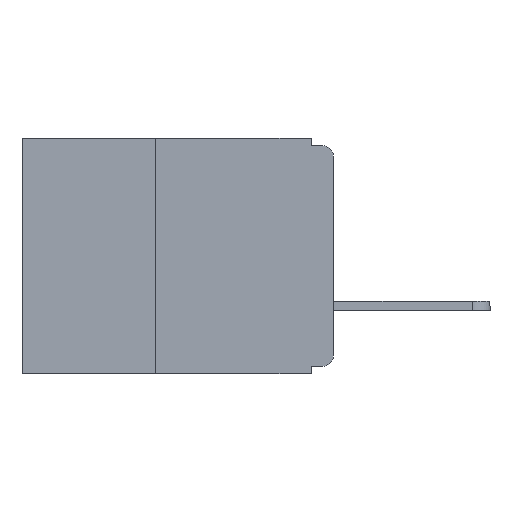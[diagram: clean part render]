
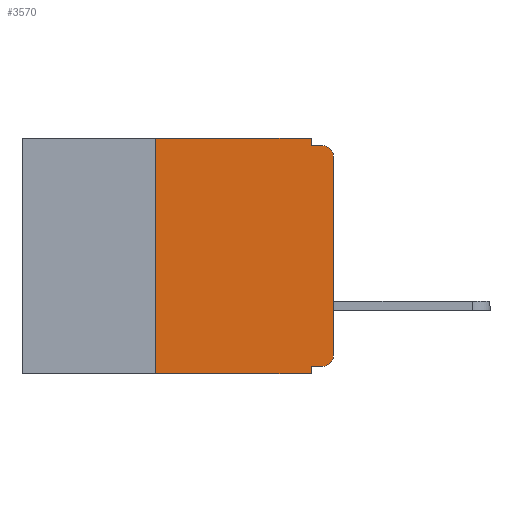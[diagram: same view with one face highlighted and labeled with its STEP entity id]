
A CAD part, left-side view. The second image highlights one B-rep face of the part: STEP entity #3570.
In plain terms, the highlighted planar face has unit normal (-1, 0, 0).
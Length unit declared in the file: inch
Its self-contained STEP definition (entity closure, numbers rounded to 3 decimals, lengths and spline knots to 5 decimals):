
#240 = VERTEX_POINT ( 'NONE', #25695 ) ;
#449 = ORIENTED_EDGE ( 'NONE', *, *, #2564, .T. ) ;
#766 = EDGE_CURVE ( 'NONE', #19608, #10216, #16182, .T. ) ;
#1749 = ORIENTED_EDGE ( 'NONE', *, *, #766, .F. ) ;
#1916 = DIRECTION ( 'NONE',  ( 0., 1., 0. ) ) ;
#2244 = AXIS2_PLACEMENT_3D ( 'NONE', #8422, #22736, #10468 ) ;
#2564 = EDGE_CURVE ( 'NONE', #8376, #7518, #2774, .T. ) ;
#2774 = LINE ( 'NONE', #16315, #24638 ) ;
#3323 = CARTESIAN_POINT ( 'NONE',  ( 0., 0.25, -0.33 ) ) ;
#3570 = ADVANCED_FACE ( 'NONE', ( #15952 ), #12713, .F. ) ;
#4276 = EDGE_LOOP ( 'NONE', ( #449, #20421, #21960, #24650, #11607, #9329, #8426, #10476, #1749, #24497 ) ) ;
#4759 = CARTESIAN_POINT ( 'NONE',  ( 0., 0.25, 0. ) ) ;
#4814 = VERTEX_POINT ( 'NONE', #21197 ) ;
#5392 = DIRECTION ( 'NONE',  ( 0., -1., 0. ) ) ;
#5488 = EDGE_CURVE ( 'NONE', #240, #22378, #24123, .T. ) ;
#5905 = VERTEX_POINT ( 'NONE', #4759 ) ;
#6016 = EDGE_CURVE ( 'NONE', #5905, #21387, #6481, .T. ) ;
#6481 = LINE ( 'NONE', #11307, #21517 ) ;
#6803 = CARTESIAN_POINT ( 'NONE',  ( 0., 0.031, 0. ) ) ;
#7081 = EDGE_CURVE ( 'NONE', #10216, #4814, #13236, .T. ) ;
#7086 = AXIS2_PLACEMENT_3D ( 'NONE', #12598, #12560, #12539 ) ;
#7315 = CARTESIAN_POINT ( 'NONE',  ( 0., 0.25, -0.33 ) ) ;
#7389 = VECTOR ( 'NONE', #8437, 39.37008 ) ;
#7509 = CARTESIAN_POINT ( 'NONE',  ( 0., 0.437, -0.33 ) ) ;
#7518 = VERTEX_POINT ( 'NONE', #23949 ) ;
#8126 = DIRECTION ( 'NONE',  ( 0., 0., -1. ) ) ;
#8376 = VERTEX_POINT ( 'NONE', #12387 ) ;
#8422 = CARTESIAN_POINT ( 'NONE',  ( 0., 0.015, -0.305 ) ) ;
#8426 = ORIENTED_EDGE ( 'NONE', *, *, #15684, .T. ) ;
#8437 = DIRECTION ( 'NONE',  ( 0., 0., -1. ) ) ;
#9329 = ORIENTED_EDGE ( 'NONE', *, *, #18850, .F. ) ;
#9356 = DIRECTION ( 'NONE',  ( 0., 0., 1. ) ) ;
#10176 = CIRCLE ( 'NONE', #2244, 0.015 ) ;
#10216 = VERTEX_POINT ( 'NONE', #14252 ) ;
#10361 = EDGE_CURVE ( 'NONE', #21387, #240, #18333, .T. ) ;
#10468 = DIRECTION ( 'NONE',  ( 0., 0., -1. ) ) ;
#10476 = ORIENTED_EDGE ( 'NONE', *, *, #7081, .F. ) ;
#11307 = CARTESIAN_POINT ( 'NONE',  ( 0., 0.437, 0. ) ) ;
#11322 = DIRECTION ( 'NONE',  ( -1., 0., 0. ) ) ;
#11607 = ORIENTED_EDGE ( 'NONE', *, *, #6016, .F. ) ;
#12387 = CARTESIAN_POINT ( 'NONE',  ( 0., 0., -0.305 ) ) ;
#12482 = EDGE_CURVE ( 'NONE', #19608, #8376, #10176, .T. ) ;
#12539 = DIRECTION ( 'NONE',  ( 0., 0., -1. ) ) ;
#12560 = DIRECTION ( 'NONE',  ( 1., 0., 0. ) ) ;
#12598 = CARTESIAN_POINT ( 'NONE',  ( 0., 0.437, 0. ) ) ;
#12618 = VECTOR ( 'NONE', #5392, 39.37008 ) ;
#12674 = CARTESIAN_POINT ( 'NONE',  ( 0., 0.015, -0.01 ) ) ;
#12713 = PLANE ( 'NONE',  #7086 ) ;
#13106 = VECTOR ( 'NONE', #9356, 39.37008 ) ;
#13236 = LINE ( 'NONE', #26551, #18035 ) ;
#13539 = AXIS2_PLACEMENT_3D ( 'NONE', #23574, #11322, #25638 ) ;
#14011 = EDGE_CURVE ( 'NONE', #7518, #22378, #14331, .T. ) ;
#14252 = CARTESIAN_POINT ( 'NONE',  ( 0., 0.031, -0.32 ) ) ;
#14331 = CIRCLE ( 'NONE', #13539, 0.015 ) ;
#15684 = EDGE_CURVE ( 'NONE', #18905, #4814, #22146, .T. ) ;
#15952 = FACE_OUTER_BOUND ( 'NONE', #4276, .T. ) ;
#16182 = LINE ( 'NONE', #20581, #22198 ) ;
#16315 = CARTESIAN_POINT ( 'NONE',  ( 0., 0., 0. ) ) ;
#16322 = DIRECTION ( 'NONE',  ( 0., 0., 1. ) ) ;
#16784 = VECTOR ( 'NONE', #19798, 39.37008 ) ;
#17730 = CARTESIAN_POINT ( 'NONE',  ( 0., 0., -0.01 ) ) ;
#18035 = VECTOR ( 'NONE', #8126, 39.37008 ) ;
#18333 = LINE ( 'NONE', #18699, #7389 ) ;
#18699 = CARTESIAN_POINT ( 'NONE',  ( 0., 0.031, 0. ) ) ;
#18850 = EDGE_CURVE ( 'NONE', #18905, #5905, #23956, .T. ) ;
#18905 = VERTEX_POINT ( 'NONE', #3323 ) ;
#19608 = VERTEX_POINT ( 'NONE', #20372 ) ;
#19798 = DIRECTION ( 'NONE',  ( 0., -1., 0. ) ) ;
#20372 = CARTESIAN_POINT ( 'NONE',  ( 0., 0.015, -0.32 ) ) ;
#20421 = ORIENTED_EDGE ( 'NONE', *, *, #14011, .T. ) ;
#20581 = CARTESIAN_POINT ( 'NONE',  ( 0., 0., -0.32 ) ) ;
#21197 = CARTESIAN_POINT ( 'NONE',  ( 0., 0.031, -0.33 ) ) ;
#21387 = VERTEX_POINT ( 'NONE', #6803 ) ;
#21517 = VECTOR ( 'NONE', #25455, 39.37008 ) ;
#21960 = ORIENTED_EDGE ( 'NONE', *, *, #5488, .F. ) ;
#22146 = LINE ( 'NONE', #7509, #16784 ) ;
#22198 = VECTOR ( 'NONE', #1916, 39.37008 ) ;
#22378 = VERTEX_POINT ( 'NONE', #12674 ) ;
#22736 = DIRECTION ( 'NONE',  ( -1., 0., 0. ) ) ;
#23574 = CARTESIAN_POINT ( 'NONE',  ( 0., 0.015, -0.025 ) ) ;
#23949 = CARTESIAN_POINT ( 'NONE',  ( 0., 0., -0.025 ) ) ;
#23956 = LINE ( 'NONE', #7315, #13106 ) ;
#24123 = LINE ( 'NONE', #17730, #12618 ) ;
#24497 = ORIENTED_EDGE ( 'NONE', *, *, #12482, .T. ) ;
#24638 = VECTOR ( 'NONE', #16322, 39.37008 ) ;
#24650 = ORIENTED_EDGE ( 'NONE', *, *, #10361, .F. ) ;
#25455 = DIRECTION ( 'NONE',  ( 0., -1., 0. ) ) ;
#25638 = DIRECTION ( 'NONE',  ( 0., 0., -1. ) ) ;
#25695 = CARTESIAN_POINT ( 'NONE',  ( 0., 0.031, -0.01 ) ) ;
#26551 = CARTESIAN_POINT ( 'NONE',  ( 0., 0.031, -0.33 ) ) ;
